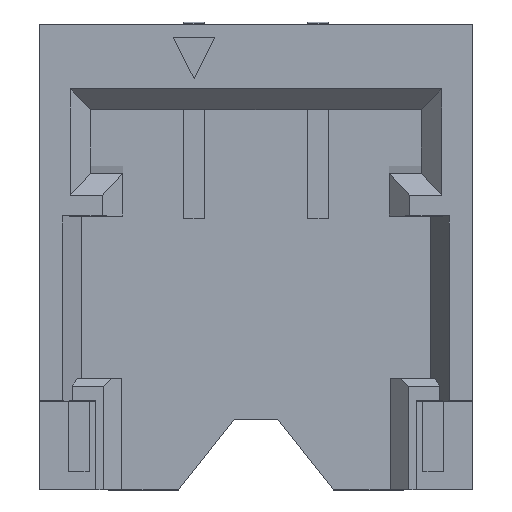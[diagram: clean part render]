
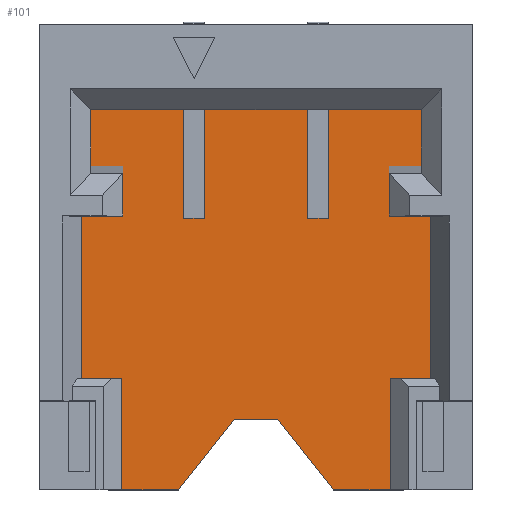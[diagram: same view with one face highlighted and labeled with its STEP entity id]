
A CAD part, top view. The second image highlights one B-rep face of the part: STEP entity #101.
In plain terms, the highlighted planar face has unit normal (0, 0, 1).
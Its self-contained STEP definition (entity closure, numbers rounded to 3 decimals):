
#101=ADVANCED_FACE('',(#358),#236,.T.);
#236=PLANE('',#2756);
#358=FACE_OUTER_BOUND('',#494,.T.);
#494=EDGE_LOOP('',(#821,#822,#823,#824,#825,#826,#827,#828,#829,#830,#831,
#832,#833,#834,#835,#836,#837,#838,#839,#840,#841,#842,#843,#844,#845,#846,
#847,#848));
#821=ORIENTED_EDGE('',*,*,#1791,.F.);
#822=ORIENTED_EDGE('',*,*,#1792,.T.);
#823=ORIENTED_EDGE('',*,*,#1793,.T.);
#824=ORIENTED_EDGE('',*,*,#1625,.F.);
#825=ORIENTED_EDGE('',*,*,#1794,.F.);
#826=ORIENTED_EDGE('',*,*,#1795,.F.);
#827=ORIENTED_EDGE('',*,*,#1796,.F.);
#828=ORIENTED_EDGE('',*,*,#1779,.F.);
#829=ORIENTED_EDGE('',*,*,#1771,.F.);
#830=ORIENTED_EDGE('',*,*,#1797,.F.);
#831=ORIENTED_EDGE('',*,*,#1798,.F.);
#832=ORIENTED_EDGE('',*,*,#1790,.T.);
#833=ORIENTED_EDGE('',*,*,#1780,.T.);
#834=ORIENTED_EDGE('',*,*,#1783,.T.);
#835=ORIENTED_EDGE('',*,*,#1785,.T.);
#836=ORIENTED_EDGE('',*,*,#1697,.T.);
#837=ORIENTED_EDGE('',*,*,#1687,.F.);
#838=ORIENTED_EDGE('',*,*,#1694,.F.);
#839=ORIENTED_EDGE('',*,*,#1799,.F.);
#840=ORIENTED_EDGE('',*,*,#1764,.F.);
#841=ORIENTED_EDGE('',*,*,#1800,.F.);
#842=ORIENTED_EDGE('',*,*,#1801,.F.);
#843=ORIENTED_EDGE('',*,*,#1802,.F.);
#844=ORIENTED_EDGE('',*,*,#1633,.F.);
#845=ORIENTED_EDGE('',*,*,#1803,.F.);
#846=ORIENTED_EDGE('',*,*,#1804,.T.);
#847=ORIENTED_EDGE('',*,*,#1805,.T.);
#848=ORIENTED_EDGE('',*,*,#1629,.F.);
#1369=VERTEX_POINT('',#3561);
#1371=VERTEX_POINT('',#3565);
#1372=VERTEX_POINT('',#3567);
#1375=VERTEX_POINT('',#3573);
#1376=VERTEX_POINT('',#3575);
#1379=VERTEX_POINT('',#3581);
#1424=VERTEX_POINT('',#3687);
#1427=VERTEX_POINT('',#3692);
#1433=VERTEX_POINT('',#3706);
#1436=VERTEX_POINT('',#3714);
#1487=VERTEX_POINT('',#3839);
#1488=VERTEX_POINT('',#3841);
#1494=VERTEX_POINT('',#3854);
#1495=VERTEX_POINT('',#3856);
#1497=VERTEX_POINT('',#3861);
#1501=VERTEX_POINT('',#3873);
#1502=VERTEX_POINT('',#3874);
#1503=VERTEX_POINT('',#3879);
#1504=VERTEX_POINT('',#3885);
#1507=VERTEX_POINT('',#3895);
#1508=VERTEX_POINT('',#3897);
#1509=VERTEX_POINT('',#3900);
#1510=VERTEX_POINT('',#3902);
#1511=VERTEX_POINT('',#3905);
#1512=VERTEX_POINT('',#3909);
#1513=VERTEX_POINT('',#3911);
#1514=VERTEX_POINT('',#3914);
#1515=VERTEX_POINT('',#3916);
#1625=EDGE_CURVE('',#1371,#1372,#2007,.T.);
#1629=EDGE_CURVE('',#1375,#1376,#2011,.T.);
#1633=EDGE_CURVE('',#1379,#1369,#2015,.T.);
#1687=EDGE_CURVE('',#1427,#1424,#2069,.T.);
#1694=EDGE_CURVE('',#1433,#1427,#2076,.T.);
#1697=EDGE_CURVE('',#1436,#1424,#2079,.T.);
#1764=EDGE_CURVE('',#1487,#1488,#2146,.T.);
#1771=EDGE_CURVE('',#1494,#1495,#2153,.T.);
#1779=EDGE_CURVE('',#1495,#1497,#2161,.T.);
#1780=EDGE_CURVE('',#1501,#1502,#2162,.T.);
#1783=EDGE_CURVE('',#1502,#1503,#2165,.T.);
#1785=EDGE_CURVE('',#1503,#1436,#2167,.T.);
#1790=EDGE_CURVE('',#1504,#1501,#2172,.T.);
#1791=EDGE_CURVE('',#1507,#1375,#2173,.T.);
#1792=EDGE_CURVE('',#1507,#1508,#2174,.T.);
#1793=EDGE_CURVE('',#1508,#1372,#2175,.T.);
#1794=EDGE_CURVE('',#1509,#1371,#2176,.T.);
#1795=EDGE_CURVE('',#1510,#1509,#2177,.T.);
#1796=EDGE_CURVE('',#1497,#1510,#2178,.T.);
#1797=EDGE_CURVE('',#1511,#1494,#2179,.T.);
#1798=EDGE_CURVE('',#1504,#1511,#2180,.T.);
#1799=EDGE_CURVE('',#1488,#1433,#2181,.T.);
#1800=EDGE_CURVE('',#1512,#1487,#2182,.T.);
#1801=EDGE_CURVE('',#1513,#1512,#2183,.T.);
#1802=EDGE_CURVE('',#1369,#1513,#2184,.T.);
#1803=EDGE_CURVE('',#1514,#1379,#2185,.T.);
#1804=EDGE_CURVE('',#1514,#1515,#2186,.T.);
#1805=EDGE_CURVE('',#1515,#1376,#2187,.T.);
#2007=LINE('',#3566,#2369);
#2011=LINE('',#3574,#2373);
#2015=LINE('',#3582,#2377);
#2069=LINE('',#3693,#2431);
#2076=LINE('',#3707,#2438);
#2079=LINE('',#3713,#2441);
#2146=LINE('',#3840,#2508);
#2153=LINE('',#3855,#2515);
#2161=LINE('',#3870,#2523);
#2162=LINE('',#3872,#2524);
#2165=LINE('',#3878,#2527);
#2167=LINE('',#3882,#2529);
#2172=LINE('',#3891,#2534);
#2173=LINE('',#3894,#2535);
#2174=LINE('',#3896,#2536);
#2175=LINE('',#3898,#2537);
#2176=LINE('',#3899,#2538);
#2177=LINE('',#3901,#2539);
#2178=LINE('',#3903,#2540);
#2179=LINE('',#3904,#2541);
#2180=LINE('',#3906,#2542);
#2181=LINE('',#3907,#2543);
#2182=LINE('',#3908,#2544);
#2183=LINE('',#3910,#2545);
#2184=LINE('',#3912,#2546);
#2185=LINE('',#3913,#2547);
#2186=LINE('',#3915,#2548);
#2187=LINE('',#3917,#2549);
#2369=VECTOR('',#2889,1.);
#2373=VECTOR('',#2893,1.);
#2377=VECTOR('',#2897,1.);
#2431=VECTOR('',#2969,1.);
#2438=VECTOR('',#2978,1.);
#2441=VECTOR('',#2983,1.);
#2508=VECTOR('',#3066,1.);
#2515=VECTOR('',#3075,1.);
#2523=VECTOR('',#3085,1.);
#2524=VECTOR('',#3088,1.);
#2527=VECTOR('',#3093,1.);
#2529=VECTOR('',#3097,1.);
#2534=VECTOR('',#3104,1.);
#2535=VECTOR('',#3109,1.);
#2536=VECTOR('',#3110,1.);
#2537=VECTOR('',#3111,1.);
#2538=VECTOR('',#3112,1.);
#2539=VECTOR('',#3113,1.);
#2540=VECTOR('',#3114,1.);
#2541=VECTOR('',#3115,1.);
#2542=VECTOR('',#3116,1.);
#2543=VECTOR('',#3117,1.);
#2544=VECTOR('',#3118,1.);
#2545=VECTOR('',#3119,1.);
#2546=VECTOR('',#3120,1.);
#2547=VECTOR('',#3121,1.);
#2548=VECTOR('',#3122,1.);
#2549=VECTOR('',#3123,1.);
#2756=AXIS2_PLACEMENT_3D('',#3918,#3124,#3125);
#2889=DIRECTION('',(1.,0.,0.));
#2893=DIRECTION('',(1.,0.,0.));
#2897=DIRECTION('',(1.,0.,0.));
#2969=DIRECTION('',(0.,-1.,0.));
#2978=DIRECTION('',(-1.,0.,0.));
#2983=DIRECTION('',(1.,0.,0.));
#3066=DIRECTION('',(1.,0.,0.));
#3075=DIRECTION('',(0.,1.,0.));
#3085=DIRECTION('',(1.,0.,0.));
#3088=DIRECTION('',(0.622,0.783,0.));
#3093=DIRECTION('',(1.,0.,0.));
#3097=DIRECTION('',(0.622,-0.783,0.));
#3104=DIRECTION('',(1.,0.,0.));
#3109=DIRECTION('',(0.,1.,0.));
#3110=DIRECTION('',(-1.,0.,0.));
#3111=DIRECTION('',(0.,1.,0.));
#3112=DIRECTION('',(0.,1.,0.));
#3113=DIRECTION('',(-1.,0.,0.));
#3114=DIRECTION('',(0.,1.,0.));
#3115=DIRECTION('',(-1.,0.,0.));
#3116=DIRECTION('',(0.,1.,0.));
#3117=DIRECTION('',(0.,-1.,0.));
#3118=DIRECTION('',(0.,-1.,0.));
#3119=DIRECTION('',(-1.,0.,0.));
#3120=DIRECTION('',(0.,-1.,0.));
#3121=DIRECTION('',(0.,1.,0.));
#3122=DIRECTION('',(-1.,0.,0.));
#3123=DIRECTION('',(0.,1.,0.));
#3124=DIRECTION('',(0.,0.,1.));
#3125=DIRECTION('',(1.,0.,0.));
#3561=CARTESIAN_POINT('',(1.,3.47,0.));
#3565=CARTESIAN_POINT('',(-2.2,3.47,0.));
#3566=CARTESIAN_POINT('',(1.,3.47,0.));
#3567=CARTESIAN_POINT('',(-1.3,3.47,0.));
#3573=CARTESIAN_POINT('',(-1.1,3.47,0.));
#3574=CARTESIAN_POINT('',(1.,3.47,0.));
#3575=CARTESIAN_POINT('',(-0.1,3.47,0.));
#3581=CARTESIAN_POINT('',(0.1,3.47,0.));
#3582=CARTESIAN_POINT('',(1.,3.47,0.));
#3687=CARTESIAN_POINT('',(0.7,-0.21,0.));
#3692=CARTESIAN_POINT('',(0.7,0.87,0.));
#3693=CARTESIAN_POINT('',(0.7,-0.21,0.));
#3706=CARTESIAN_POINT('',(1.27,0.87,0.));
#3707=CARTESIAN_POINT('',(0.7,0.87,0.));
#3713=CARTESIAN_POINT('',(-1.9,-0.21,0.));
#3714=CARTESIAN_POINT('',(0.15,-0.21,0.));
#3839=CARTESIAN_POINT('',(0.69,2.44,0.));
#3840=CARTESIAN_POINT('',(1.27,2.44,0.));
#3841=CARTESIAN_POINT('',(1.27,2.44,0.));
#3854=CARTESIAN_POINT('',(-2.47,0.87,0.));
#3855=CARTESIAN_POINT('',(-2.47,2.44,0.));
#3856=CARTESIAN_POINT('',(-2.47,2.44,0.));
#3861=CARTESIAN_POINT('',(-1.89,2.44,0.));
#3870=CARTESIAN_POINT('',(-1.89,2.44,0.));
#3872=CARTESIAN_POINT('',(-1.35,-0.21,0.));
#3873=CARTESIAN_POINT('',(-1.35,-0.21,0.));
#3874=CARTESIAN_POINT('',(-0.81,0.47,0.));
#3878=CARTESIAN_POINT('',(-0.81,0.47,0.));
#3879=CARTESIAN_POINT('',(-0.39,0.47,0.));
#3882=CARTESIAN_POINT('',(-0.39,0.47,0.));
#3885=CARTESIAN_POINT('',(-1.9,-0.21,0.));
#3891=CARTESIAN_POINT('',(-1.9,-0.21,0.));
#3894=CARTESIAN_POINT('',(-1.1,-6.925,0.));
#3895=CARTESIAN_POINT('',(-1.1,2.42,0.));
#3896=CARTESIAN_POINT('',(-1.3,2.42,0.));
#3897=CARTESIAN_POINT('',(-1.3,2.42,0.));
#3898=CARTESIAN_POINT('',(-1.3,-6.925,0.));
#3899=CARTESIAN_POINT('',(-2.2,3.47,0.));
#3900=CARTESIAN_POINT('',(-2.2,2.924,0.));
#3901=CARTESIAN_POINT('',(-2.2,2.924,0.));
#3902=CARTESIAN_POINT('',(-1.89,2.924,0.));
#3903=CARTESIAN_POINT('',(-1.89,2.84,0.));
#3904=CARTESIAN_POINT('',(-2.47,0.87,0.));
#3905=CARTESIAN_POINT('',(-1.9,0.87,0.));
#3906=CARTESIAN_POINT('',(-1.9,0.87,0.));
#3907=CARTESIAN_POINT('',(1.27,0.87,0.));
#3908=CARTESIAN_POINT('',(0.69,2.44,0.));
#3909=CARTESIAN_POINT('',(0.69,2.924,0.));
#3910=CARTESIAN_POINT('',(0.69,2.924,0.));
#3911=CARTESIAN_POINT('',(1.,2.924,0.));
#3912=CARTESIAN_POINT('',(1.,2.84,0.));
#3913=CARTESIAN_POINT('',(0.1,-6.925,0.));
#3914=CARTESIAN_POINT('',(0.1,2.42,0.));
#3915=CARTESIAN_POINT('',(-0.1,2.42,0.));
#3916=CARTESIAN_POINT('',(-0.1,2.42,0.));
#3917=CARTESIAN_POINT('',(-0.1,-6.925,0.));
#3918=CARTESIAN_POINT('',(0.,0.,0.));
